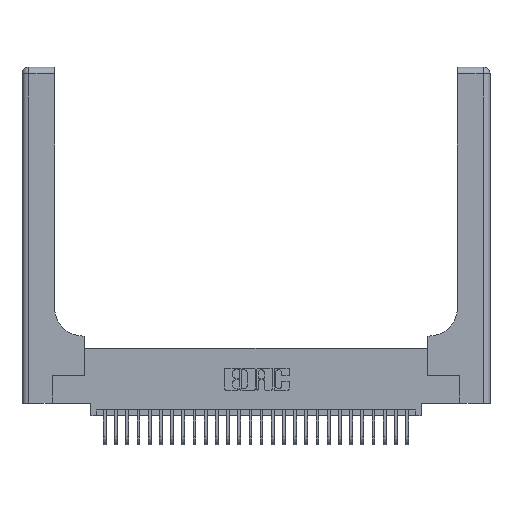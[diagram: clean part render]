
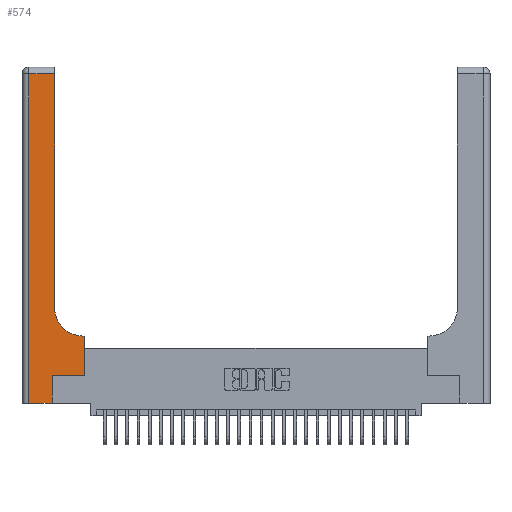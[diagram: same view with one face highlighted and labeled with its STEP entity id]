
A CAD part, top view. The second image highlights one B-rep face of the part: STEP entity #574.
In plain terms, the highlighted planar face has unit normal (0, 0, 1).
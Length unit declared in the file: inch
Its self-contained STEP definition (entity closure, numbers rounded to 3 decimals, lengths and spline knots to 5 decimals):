
#128 = VERTEX_POINT ( 'NONE', #17134 ) ;
#176 = ORIENTED_EDGE ( 'NONE', *, *, #1245, .T. ) ;
#335 = DIRECTION ( 'NONE',  ( 0., 1., 0. ) ) ;
#574 = ADVANCED_FACE ( 'NONE', ( #7329 ), #23604, .F. ) ;
#1245 = EDGE_CURVE ( 'NONE', #23735, #7573, #22896, .T. ) ;
#1398 = CARTESIAN_POINT ( 'NONE',  ( 0.2915, 3., 0.37 ) ) ;
#1872 = ORIENTED_EDGE ( 'NONE', *, *, #27337, .T. ) ;
#2529 = CIRCLE ( 'NONE', #18675, 0.25 ) ;
#2634 = CARTESIAN_POINT ( 'NONE',  ( 0.5585, 0.25, 0.37 ) ) ;
#2855 = EDGE_CURVE ( 'NONE', #7573, #5656, #5344, .T. ) ;
#3334 = EDGE_CURVE ( 'NONE', #5561, #6656, #13588, .T. ) ;
#3369 = CARTESIAN_POINT ( 'NONE',  ( 0.269, 0.25, 0.37 ) ) ;
#3671 = DIRECTION ( 'NONE',  ( 1., 0., 0. ) ) ;
#4106 = VECTOR ( 'NONE', #335, 39.37008 ) ;
#4240 = AXIS2_PLACEMENT_3D ( 'NONE', #29089, #26406, #5793 ) ;
#4608 = VECTOR ( 'NONE', #15349, 39.37008 ) ;
#4848 = LINE ( 'NONE', #29663, #9304 ) ;
#4904 = EDGE_CURVE ( 'NONE', #128, #27004, #7516, .T. ) ;
#5344 = LINE ( 'NONE', #29482, #4608 ) ;
#5556 = CARTESIAN_POINT ( 'NONE',  ( 0.269, 0., 0.37 ) ) ;
#5561 = VERTEX_POINT ( 'NONE', #20034 ) ;
#5656 = VERTEX_POINT ( 'NONE', #11262 ) ;
#5793 = DIRECTION ( 'NONE',  ( -1., 0., 0. ) ) ;
#5999 = DIRECTION ( 'NONE',  ( -1., 0., 0. ) ) ;
#6143 = EDGE_CURVE ( 'NONE', #5656, #5561, #4848, .T. ) ;
#6264 = EDGE_LOOP ( 'NONE', ( #6590, #176, #22128, #7463, #27605, #1872, #18454, #19934, #24525 ) ) ;
#6590 = ORIENTED_EDGE ( 'NONE', *, *, #7620, .T. ) ;
#6656 = VERTEX_POINT ( 'NONE', #21348 ) ;
#7329 = FACE_OUTER_BOUND ( 'NONE', #6264, .T. ) ;
#7463 = ORIENTED_EDGE ( 'NONE', *, *, #6143, .T. ) ;
#7516 = LINE ( 'NONE', #29938, #26853 ) ;
#7573 = VERTEX_POINT ( 'NONE', #14406 ) ;
#7620 = EDGE_CURVE ( 'NONE', #22773, #23735, #28615, .T. ) ;
#9304 = VECTOR ( 'NONE', #29567, 39.37008 ) ;
#11262 = CARTESIAN_POINT ( 'NONE',  ( 0.06, 0., 0.37 ) ) ;
#11403 = VECTOR ( 'NONE', #3671, 39.37008 ) ;
#12725 = EDGE_CURVE ( 'NONE', #30502, #128, #21592, .T. ) ;
#13588 = LINE ( 'NONE', #5556, #25123 ) ;
#14006 = LINE ( 'NONE', #3369, #11403 ) ;
#14008 = EDGE_CURVE ( 'NONE', #27004, #22773, #2529, .T. ) ;
#14406 = CARTESIAN_POINT ( 'NONE',  ( 0.06, 2.94, 0.37 ) ) ;
#15098 = DIRECTION ( 'NONE',  ( 0., 1., 0. ) ) ;
#15349 = DIRECTION ( 'NONE',  ( 0., -1., 0. ) ) ;
#17134 = CARTESIAN_POINT ( 'NONE',  ( 0.5585, 0.6, 0.37 ) ) ;
#17750 = CARTESIAN_POINT ( 'NONE',  ( 0.5585, 0.25, 0.37 ) ) ;
#17997 = CARTESIAN_POINT ( 'NONE',  ( 0.2915, 2.94, 0.37 ) ) ;
#18409 = VECTOR ( 'NONE', #5999, 39.37008 ) ;
#18454 = ORIENTED_EDGE ( 'NONE', *, *, #12725, .T. ) ;
#18675 = AXIS2_PLACEMENT_3D ( 'NONE', #24205, #19513, #28583 ) ;
#19513 = DIRECTION ( 'NONE',  ( 0., 0., -1. ) ) ;
#19934 = ORIENTED_EDGE ( 'NONE', *, *, #4904, .T. ) ;
#20034 = CARTESIAN_POINT ( 'NONE',  ( 0.269, 0., 0.37 ) ) ;
#20443 = DIRECTION ( 'NONE',  ( 0., 1., 0. ) ) ;
#21092 = CARTESIAN_POINT ( 'NONE',  ( 0.2915, 0.85, 0.37 ) ) ;
#21348 = CARTESIAN_POINT ( 'NONE',  ( 0.269, 0.25, 0.37 ) ) ;
#21592 = LINE ( 'NONE', #2634, #4106 ) ;
#22128 = ORIENTED_EDGE ( 'NONE', *, *, #2855, .T. ) ;
#22639 = VECTOR ( 'NONE', #20443, 39.37008 ) ;
#22773 = VERTEX_POINT ( 'NONE', #21092 ) ;
#22896 = LINE ( 'NONE', #27325, #18409 ) ;
#23604 = PLANE ( 'NONE',  #4240 ) ;
#23735 = VERTEX_POINT ( 'NONE', #17997 ) ;
#24205 = CARTESIAN_POINT ( 'NONE',  ( 0.5415, 0.85, 0.37 ) ) ;
#24525 = ORIENTED_EDGE ( 'NONE', *, *, #14008, .T. ) ;
#25123 = VECTOR ( 'NONE', #15098, 39.37008 ) ;
#25365 = DIRECTION ( 'NONE',  ( -1., 0., 0. ) ) ;
#25807 = CARTESIAN_POINT ( 'NONE',  ( 0.5415, 0.6, 0.37 ) ) ;
#26406 = DIRECTION ( 'NONE',  ( 0., 0., -1. ) ) ;
#26853 = VECTOR ( 'NONE', #25365, 39.37008 ) ;
#27004 = VERTEX_POINT ( 'NONE', #25807 ) ;
#27325 = CARTESIAN_POINT ( 'NONE',  ( 0., 2.94, 0.37 ) ) ;
#27337 = EDGE_CURVE ( 'NONE', #6656, #30502, #14006, .T. ) ;
#27605 = ORIENTED_EDGE ( 'NONE', *, *, #3334, .T. ) ;
#28583 = DIRECTION ( 'NONE',  ( 1., 0., 0. ) ) ;
#28615 = LINE ( 'NONE', #1398, #22639 ) ;
#29089 = CARTESIAN_POINT ( 'NONE',  ( 0., 3., 0.37 ) ) ;
#29482 = CARTESIAN_POINT ( 'NONE',  ( 0.06, 3., 0.37 ) ) ;
#29567 = DIRECTION ( 'NONE',  ( 1., 0., 0. ) ) ;
#29663 = CARTESIAN_POINT ( 'NONE',  ( 0., 0., 0.37 ) ) ;
#29938 = CARTESIAN_POINT ( 'NONE',  ( 0.2915, 0.6, 0.37 ) ) ;
#30502 = VERTEX_POINT ( 'NONE', #17750 ) ;
